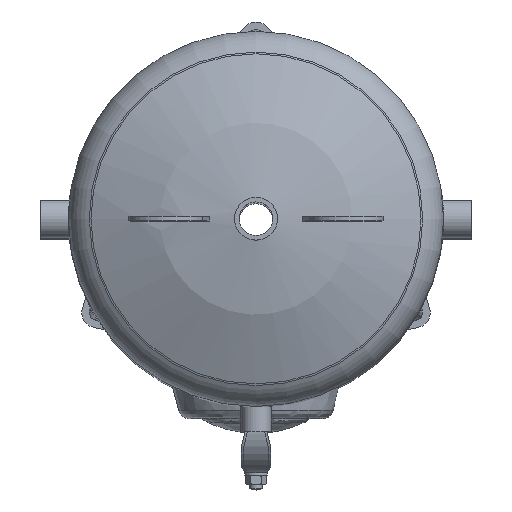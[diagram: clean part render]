
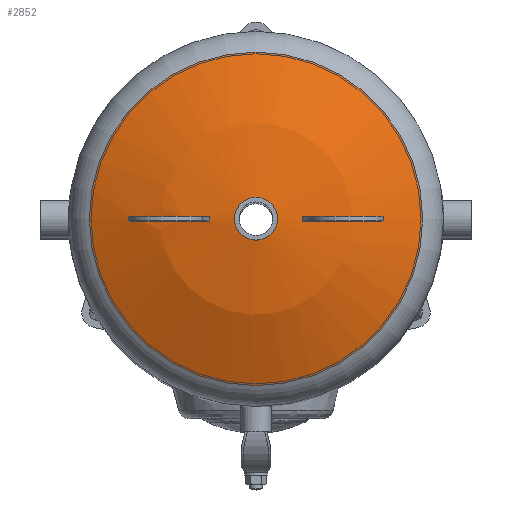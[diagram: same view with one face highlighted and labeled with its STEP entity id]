
A CAD part, top view. The second image highlights one B-rep face of the part: STEP entity #2852.
In plain terms, the highlighted spherical face has radius 500 mm.
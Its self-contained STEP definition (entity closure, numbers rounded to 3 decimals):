
#674=SPHERICAL_SURFACE('',#3161,500.);
#762=FACE_BOUND('',#1182,.T.);
#924=FACE_OUTER_BOUND('',#1181,.T.);
#1181=EDGE_LOOP('',(#2578));
#1182=EDGE_LOOP('',(#2579));
#1287=CIRCLE('',#3148,28.5);
#1293=CIRCLE('',#3160,222.222);
#1544=VERTEX_POINT('',#20938);
#1550=VERTEX_POINT('',#20956);
#1891=EDGE_CURVE('',#1544,#1544,#1287,.T.);
#1897=EDGE_CURVE('',#1550,#1550,#1293,.T.);
#2578=ORIENTED_EDGE('',*,*,#1891,.T.);
#2579=ORIENTED_EDGE('',*,*,#1897,.T.);
#2852=ADVANCED_FACE('',(#924,#762),#674,.T.);
#3148=AXIS2_PLACEMENT_3D('',#20939,#3856,#3857);
#3160=AXIS2_PLACEMENT_3D('',#20957,#3880,#3881);
#3161=AXIS2_PLACEMENT_3D('',#20958,#3882,#3883);
#3856=DIRECTION('center_axis',(0.,0.,-1.));
#3857=DIRECTION('ref_axis',(1.,0.,0.));
#3880=DIRECTION('center_axis',(0.,0.,1.));
#3881=DIRECTION('ref_axis',(1.,0.,0.));
#3882=DIRECTION('center_axis',(0.,0.,1.));
#3883=DIRECTION('ref_axis',(1.,0.,0.));
#20938=CARTESIAN_POINT('',(-28.5,0.,119.187));
#20939=CARTESIAN_POINT('Origin',(0.,0.,119.187));
#20956=CARTESIAN_POINT('',(222.222,0.,67.903));
#20957=CARTESIAN_POINT('Origin',(0.,0.,67.903));
#20958=CARTESIAN_POINT('Origin',(0.,0.,-380.));
